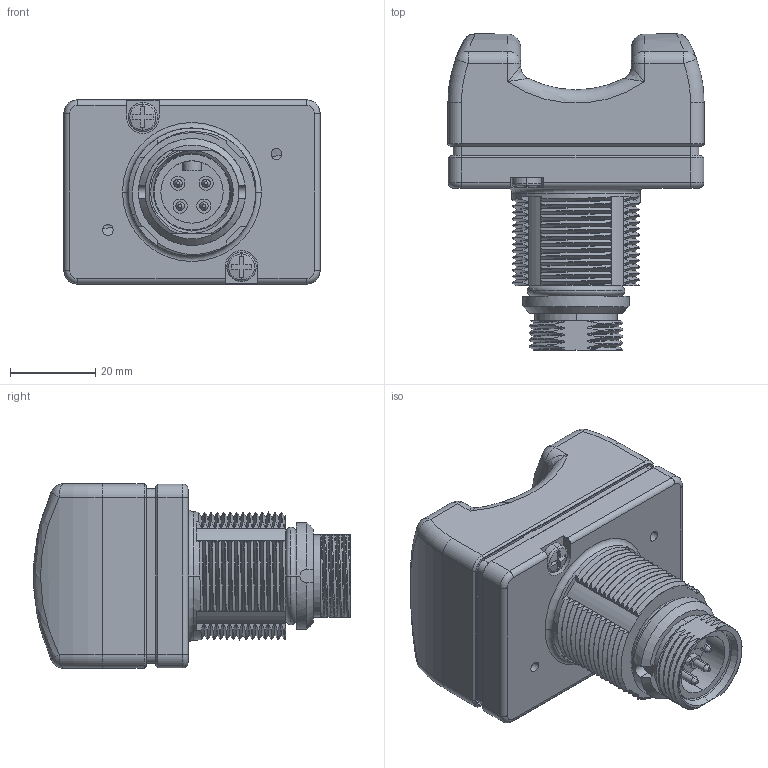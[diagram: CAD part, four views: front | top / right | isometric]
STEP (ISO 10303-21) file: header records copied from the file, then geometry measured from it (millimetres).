
FILE_DESCRIPTION((''),'2;1');
FILE_NAME('155335_SW','2011-02-01T',('banengservice'),('BANNER ENGINEERING'),'PRO/ENGINEER BY PARAMETRIC TECHNOLOGY CORPORATION, 2009141','PRO/ENGINEER BY PARAMETRIC TECHNOLOGY CORPORATION, 2009141','');
FILE_SCHEMA(('CONFIG_CONTROL_DESIGN'));
Products named in the file (1): 155335_SW
Bounding box: 59.99 x 74.1 x 43.18 mm (x, y, z)
Volume: 46884.6 mm3; surface area: 34205.1 mm2
Topology: 1 solids, 1 shells, 1055 faces, 2843 edges, 1786 vertices
Faces by surface type: cylinder 410, bspline 281, plane 202, sphere 60, torus 56, cone 46
Entity records: 57647 total; most frequent: CARTESIAN_POINT 33528, ORIENTED_EDGE 5638, DIRECTION 4113, EDGE_CURVE 2819, VERTEX_POINT 1786, AXIS2_PLACEMENT_3D 1525, EDGE_LOOP 1113, VECTOR 1063
